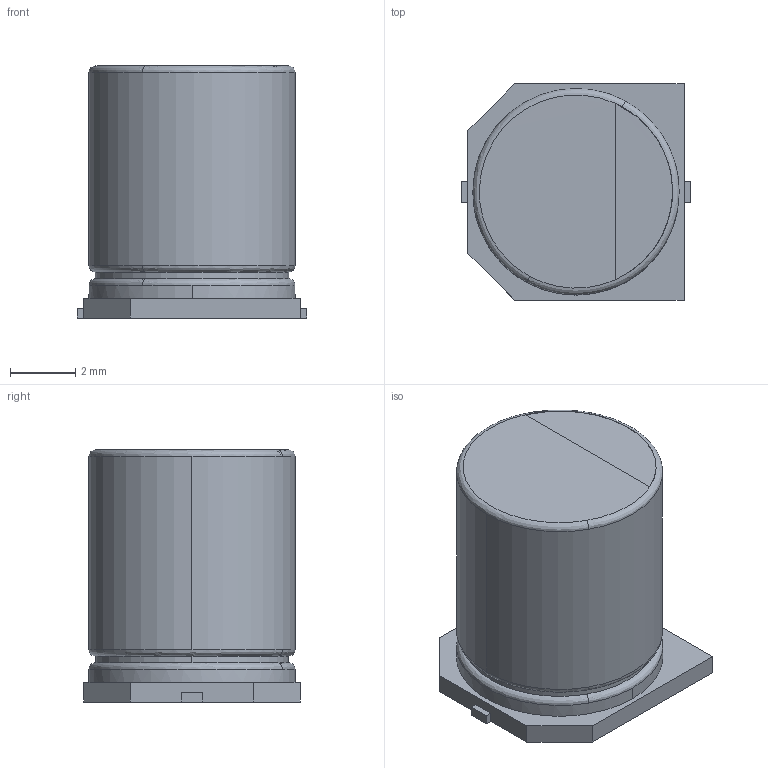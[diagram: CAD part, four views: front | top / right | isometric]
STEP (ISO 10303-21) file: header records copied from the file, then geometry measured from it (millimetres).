
FILE_DESCRIPTION(('FreeCAD Model'),'2;1');
FILE_NAME('B9FA51ED-8C27-4718-81BC-13F776EEF0EE.step' ,'2017-05-23T20:53:24',('kicad StepUp'),('ksu MCAD'), 'Open CASCADE STEP processor 7.1','FreeCAD','Unknown');
FILE_SCHEMA(('AUTOMOTIVE_DESIGN_CC2 { 1 2 10303 214 -1 1 5 4 }'));
Length unit declared in the file: millimetre
Products named in the file (1): B9FA51ED-8C27-4718-81BC-13F776EEF0EE
Bounding box: 7 x 6.6 x 7.71 mm (x, y, z)
Volume: 245.1 mm3; surface area: 241.6 mm2
Topology: 1 solids, 1 shells, 33 faces, 92 edges, 62 vertices
Faces by surface type: plane 20, cylinder 7, bspline 6
Entity records: 1558 total; most frequent: CARTESIAN_POINT 502, ORIENTED_EDGE 184, DIRECTION 152, EDGE_CURVE 92, VERTEX_POINT 62, LINE 52, VECTOR 52, AXIS2_PLACEMENT_3D 50
